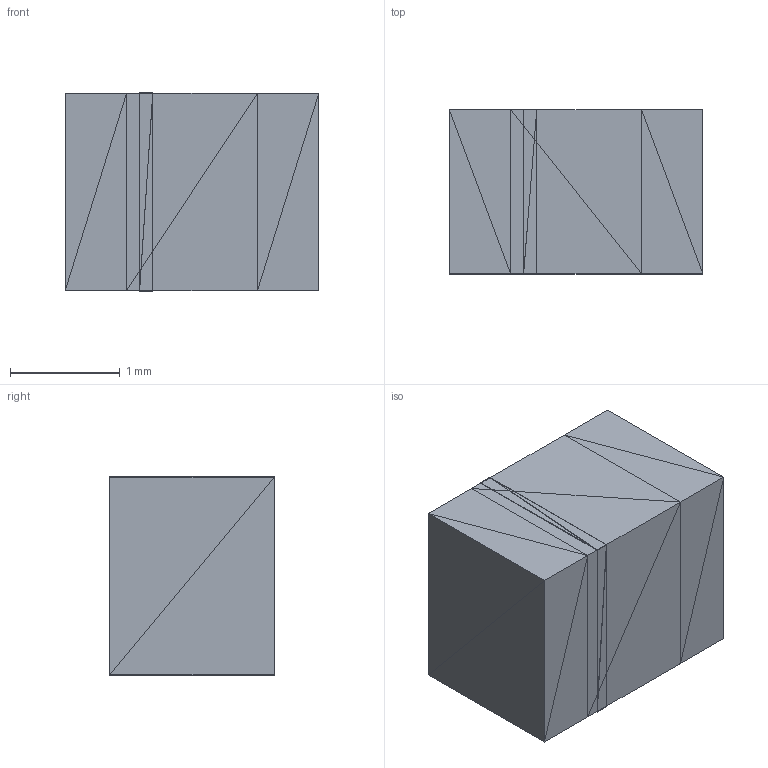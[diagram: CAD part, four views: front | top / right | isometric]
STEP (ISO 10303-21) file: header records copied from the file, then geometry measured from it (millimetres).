
FILE_DESCRIPTION(('STEP AP214'),'1');
FILE_NAME('0ZCK','2020-03-03T20:43:11',(''),(''),'','','');
FILE_SCHEMA(('AUTOMOTIVE_DESIGN'));
Length unit declared in the file: millimetre
Products named in the file (1): product
Bounding box: 2.31 x 1.5 x 1.81 mm (x, y, z)
Volume: 6.2 mm3; surface area: 33.1 mm2
Topology: 4 solids, 4 shells, 68 faces, 102 edges, 40 vertices
Faces by surface type: plane 68
Entity records: 1369 total; most frequent: DIRECTION 240, ORIENTED_EDGE 204, CARTESIAN_POINT 109, EDGE_CURVE 102, LINE 102, VECTOR 102, AXIS2_PLACEMENT_3D 69, STYLED_ITEM 68
